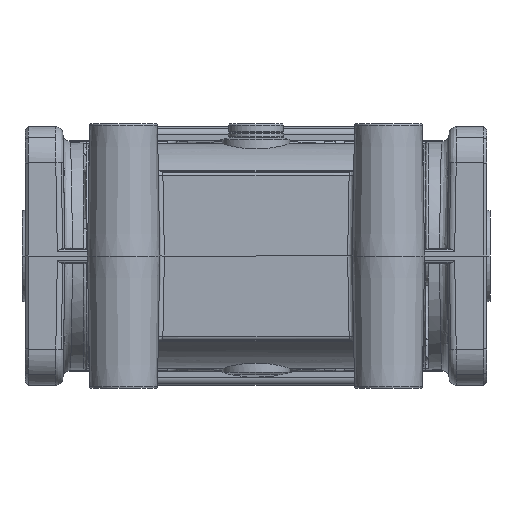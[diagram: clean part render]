
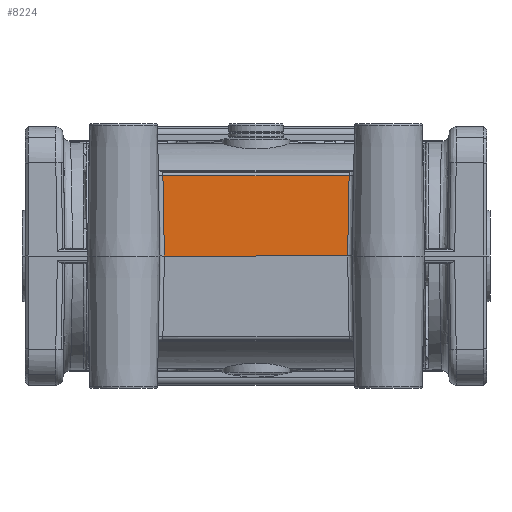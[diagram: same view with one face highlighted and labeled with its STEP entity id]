
A CAD part, front view. The second image highlights one B-rep face of the part: STEP entity #8224.
In plain terms, the highlighted planar face has unit normal (0, -1, 0.018).
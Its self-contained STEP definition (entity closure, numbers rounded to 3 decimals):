
#8224=ADVANCED_FACE('',(#16879),#16880,.T.);
#16879=FACE_OUTER_BOUND('',#84766,.T.);
#16880=PLANE('',#84767);
#84766=EDGE_LOOP('',(#114132,#114133,#114134,#114135));
#84767=AXIS2_PLACEMENT_3D('',#114136,#114137,#114138);
#114132=ORIENTED_EDGE('',*,*,#126116,.F.);
#114133=ORIENTED_EDGE('',*,*,#126130,.F.);
#114134=ORIENTED_EDGE('',*,*,#126128,.F.);
#114135=ORIENTED_EDGE('',*,*,#126206,.F.);
#114136=CARTESIAN_POINT('',(35.0,-41.0,0.0));
#114137=DIRECTION('',(0.,-1.,0.017));
#114138=DIRECTION('',(-1.0,0.,0.0));
#126116=EDGE_CURVE('',#140860,#140865,#140866,.T.);
#126128=EDGE_CURVE('',#140876,#140871,#140880,.T.);
#126130=EDGE_CURVE('',#140871,#140860,#140882,.T.);
#126206=EDGE_CURVE('',#140865,#140876,#140961,.T.);
#140860=VERTEX_POINT('',#181222);
#140865=VERTEX_POINT('',#181236);
#140866=B_SPLINE_CURVE_WITH_KNOTS('',3,(#181237,#181238,#181239,#181240,#181241,#181242,#181243,#181244,#181245,#181246,#181247,#181248),.UNSPECIFIED.,.F.,.F.,(4,2,2,2,2,4),(1.848,2.301,2.588,3.048,3.785,4.451),.UNSPECIFIED.);
#140871=VERTEX_POINT('',#181275);
#140876=VERTEX_POINT('',#181289);
#140880=B_SPLINE_CURVE_WITH_KNOTS('',3,(#181315,#181316,#181317,#181318,#181319,#181320,#181321,#181322,#181323,#181324,#181325,#181326),.UNSPECIFIED.,.F.,.F.,(4,2,2,2,2,4),(0.15,0.805,1.726,2.301,2.588,2.754),.UNSPECIFIED.);
#140882=LINE('',#181328,#181329);
#140961=LINE('',#181462,#181463);
#181222=CARTESIAN_POINT('',(30.24,-40.546,26.026));
#181236=CARTESIAN_POINT('',(29.76,-41.,0.));
#181237=CARTESIAN_POINT('',(30.24,-40.546,26.026));
#181238=CARTESIAN_POINT('',(30.212,-40.572,24.517));
#181239=CARTESIAN_POINT('',(30.184,-40.598,23.009));
#181240=CARTESIAN_POINT('',(30.137,-40.641,20.542));
#181241=CARTESIAN_POINT('',(30.12,-40.658,19.583));
#181242=CARTESIAN_POINT('',(30.073,-40.702,17.092));
#181243=CARTESIAN_POINT('',(30.045,-40.728,15.558));
#181244=CARTESIAN_POINT('',(29.971,-40.798,11.572));
#181245=CARTESIAN_POINT('',(29.926,-40.841,9.118));
#181246=CARTESIAN_POINT('',(29.84,-40.922,4.443));
#181247=CARTESIAN_POINT('',(29.8,-40.961,2.222));
#181248=CARTESIAN_POINT('',(29.76,-41.,0.));
#181275=CARTESIAN_POINT('',(-30.24,-40.546,26.026));
#181289=CARTESIAN_POINT('',(-29.76,-41.,0.));
#181315=CARTESIAN_POINT('',(-29.76,-41.,0.));
#181316=CARTESIAN_POINT('',(-29.799,-40.962,2.183));
#181317=CARTESIAN_POINT('',(-29.839,-40.924,4.367));
#181318=CARTESIAN_POINT('',(-29.935,-40.832,9.617));
#181319=CARTESIAN_POINT('',(-29.991,-40.779,12.683));
#181320=CARTESIAN_POINT('',(-30.084,-40.692,17.667));
#181321=CARTESIAN_POINT('',(-30.12,-40.658,19.583));
#181322=CARTESIAN_POINT('',(-30.173,-40.608,22.458));
#181323=CARTESIAN_POINT('',(-30.191,-40.591,23.417));
#181324=CARTESIAN_POINT('',(-30.219,-40.565,24.925));
#181325=CARTESIAN_POINT('',(-30.23,-40.555,25.476));
#181326=CARTESIAN_POINT('',(-30.24,-40.546,26.026));
#181328=CARTESIAN_POINT('',(-30.24,-40.546,26.026));
#181329=VECTOR('',#194308,60.48);
#181462=CARTESIAN_POINT('',(29.76,-41.,0.));
#181463=VECTOR('',#194409,59.519);
#194308=DIRECTION('',(1.0,0.,0.));
#194409=DIRECTION('',(-1.0,0.,0.));
